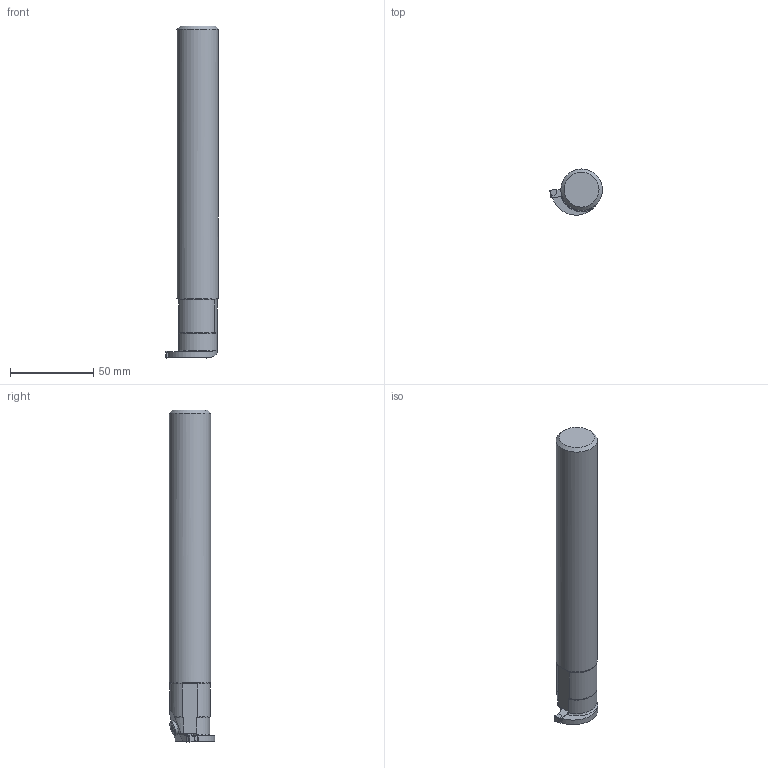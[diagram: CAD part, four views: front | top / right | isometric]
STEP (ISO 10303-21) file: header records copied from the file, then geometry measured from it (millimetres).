
FILE_DESCRIPTION(/* description */ (''),/* implementation_level */ '2;1');
FILE_NAME(/* name */ 'TOOLASSEMBLY_1.STP',/* time_stamp */ '2024-07-03T13:50:43+02:00',/* author */ (''),/* organization */ ('SMS'),/* preprocessor_version */ 'ST-DEVELOPER v16.7',/* originating_system */ 'SIEMENS PLM Software NX 12.0',/* authorisation */ '');
FILE_SCHEMA (('AUTOMOTIVE_DESIGN { 1 0 10303 214 3 1 1 1 }'));
Length unit declared in the file: millimetre
Products named in the file (4): ASSEMBLY_CONSTRUCTION; CUT_20240703134833; NOCUT_20240703134752; TOOLASSEMBLY_1
Assembly tree (3 placements, depth 2):
  TOOLASSEMBLY_1
    NOCUT_20240703134752
    CUT_20240703134833
    ASSEMBLY_CONSTRUCTION
Bounding box: 31.75 x 27.47 x 200 mm (x, y, z)
Volume: 96206.9 mm3; surface area: 17250 mm2
Topology: 2 solids, 2 shells, 101 faces, 266 edges, 176 vertices
Faces by surface type: plane 44, cylinder 35, cone 9, torus 8, extrusion 4, bspline 1
Full cylindrical faces by diameter (mm): 8.5 x1, 25 x1
Entity records: 4601 total; most frequent: CARTESIAN_POINT 2010, ORIENTED_EDGE 514, DIRECTION 505, EDGE_CURVE 257, AXIS2_PLACEMENT_3D 188, VERTEX_POINT 167, VECTOR 129, LINE 125
